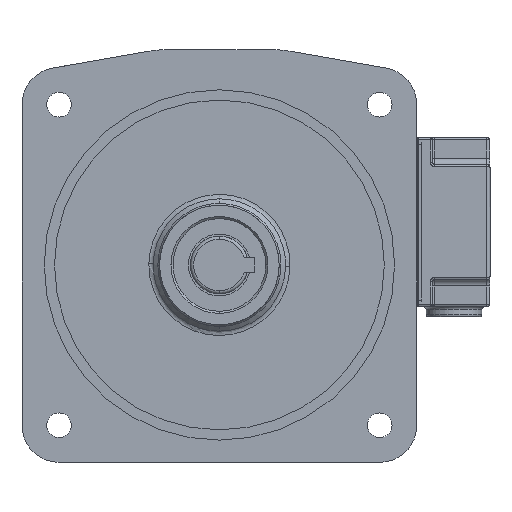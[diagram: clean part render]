
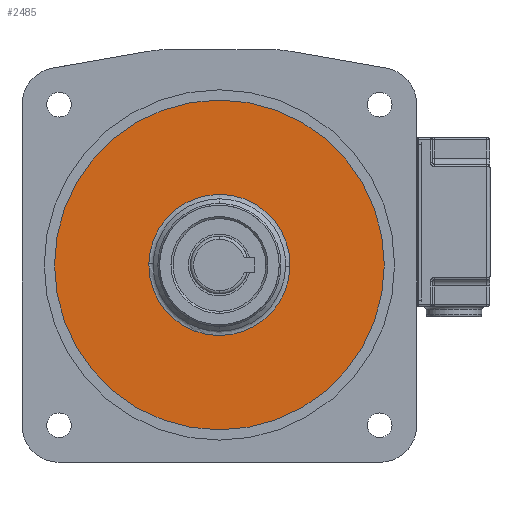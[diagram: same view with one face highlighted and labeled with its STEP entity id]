
A CAD part, front view. The second image highlights one B-rep face of the part: STEP entity #2485.
In plain terms, the highlighted planar face has unit normal (0, -1, 0).
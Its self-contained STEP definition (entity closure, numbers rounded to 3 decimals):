
#751=CARTESIAN_POINT('',(0.,0.,-20.8));
#752=DIRECTION('',(0.,1.,0.));
#753=DIRECTION('',(0.,0.,1.));
#754=AXIS2_PLACEMENT_3D('',#751,#752,#753);
#756=CARTESIAN_POINT('',(0.,0.,-20.8));
#757=DIRECTION('',(0.,1.,0.));
#758=DIRECTION('',(0.,0.,-1.));
#759=AXIS2_PLACEMENT_3D('',#756,#757,#758);
#761=CARTESIAN_POINT('',(0.,0.,-20.8));
#762=DIRECTION('',(0.,-1.,0.));
#763=DIRECTION('',(1.,0.,0.));
#764=AXIS2_PLACEMENT_3D('',#761,#762,#763);
#766=CARTESIAN_POINT('',(0.,0.,-20.8));
#767=DIRECTION('',(0.,-1.,0.));
#768=DIRECTION('',(-1.,0.,0.));
#769=AXIS2_PLACEMENT_3D('',#766,#767,#768);
#785=CARTESIAN_POINT('',(0.,0.,-20.8));
#786=DIRECTION('',(0.,1.,0.));
#787=DIRECTION('',(1.,0.,0.));
#788=AXIS2_PLACEMENT_3D('',#785,#786,#787);
#828=CARTESIAN_POINT('',(0.,0.,-20.8));
#829=DIRECTION('',(0.,1.,0.));
#830=DIRECTION('',(-1.,0.,0.));
#831=AXIS2_PLACEMENT_3D('',#828,#829,#830);
#1118=CARTESIAN_POINT('',(34.235,0.,
-21.522));
#1120=VERTEX_POINT('',#1118);
#1122=CARTESIAN_POINT('',(-34.242,0.,
-20.794));
#1123=VERTEX_POINT('',#1122);
#1124=CARTESIAN_POINT('',(-34.235,0.,
-20.08));
#1125=VERTEX_POINT('',#1124);
#1132=CARTESIAN_POINT('',(34.242,0.,
-20.806));
#1133=VERTEX_POINT('',#1132);
#1213=CARTESIAN_POINT('',(0.,0.,59.2));
#1214=CARTESIAN_POINT('',(0.,0.,-100.8));
#1215=VERTEX_POINT('',#1213);
#1216=VERTEX_POINT('',#1214);
#2465=CARTESIAN_POINT('',(0.,0.,0.));
#2466=DIRECTION('',(0.,1.,0.));
#2467=DIRECTION('',(0.,0.,1.));
#2468=AXIS2_PLACEMENT_3D('',#2465,#2466,#2467);
#2469=PLANE('',#2468);
#2471=ORIENTED_EDGE('',*,*,#2470,.T.);
#2472=ORIENTED_EDGE('',*,*,#2455,.T.);
#2473=EDGE_LOOP('',(#2471,#2472));
#2474=FACE_OUTER_BOUND('',#2473,.F.);
#2476=ORIENTED_EDGE('',*,*,#2475,.T.);
#2478=ORIENTED_EDGE('',*,*,#2477,.F.);
#2480=ORIENTED_EDGE('',*,*,#2479,.T.);
#2482=ORIENTED_EDGE('',*,*,#2481,.F.);
#2483=EDGE_LOOP('',(#2476,#2478,#2480,#2482));
#2484=FACE_BOUND('',#2483,.F.);
#755=CIRCLE('',#754,80.);
#760=CIRCLE('',#759,80.);
#765=CIRCLE('',#764,34.242);
#770=CIRCLE('',#769,34.242);
#789=CIRCLE('',#788,34.243);
#832=CIRCLE('',#831,34.243);
#2455=EDGE_CURVE('',#1216,#1215,#760,.T.);
#2470=EDGE_CURVE('',#1215,#1216,#755,.T.);
#2475=EDGE_CURVE('',#1133,#1125,#765,.T.);
#2477=EDGE_CURVE('',#1123,#1125,#832,.T.);
#2479=EDGE_CURVE('',#1123,#1120,#770,.T.);
#2481=EDGE_CURVE('',#1133,#1120,#789,.T.);
#2485=ADVANCED_FACE('',(#2474,#2484),#2469,.F.);
